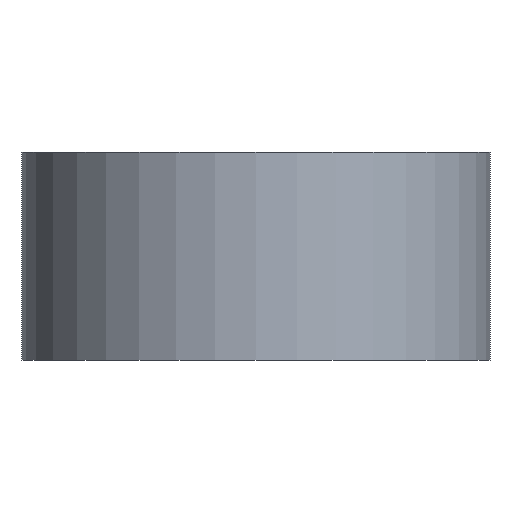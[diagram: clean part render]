
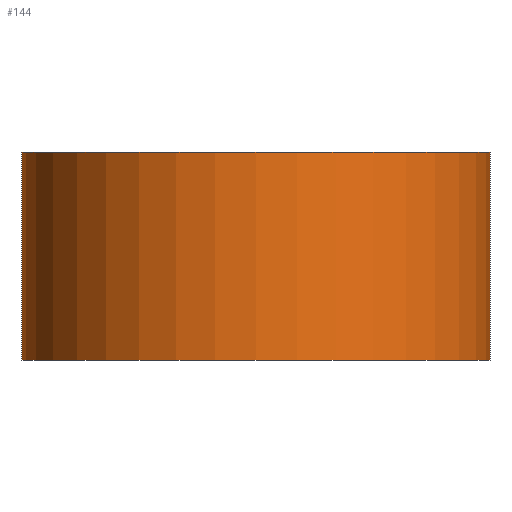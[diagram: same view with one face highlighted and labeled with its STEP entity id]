
A CAD part, front view. The second image highlights one B-rep face of the part: STEP entity #144.
In plain terms, the highlighted cylindrical face has radius 4.5 mm (diameter 9 mm), a partial arc.
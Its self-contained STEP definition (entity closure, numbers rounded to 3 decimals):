
#17=CYLINDRICAL_SURFACE('',#172,4.5);
#26=FACE_OUTER_BOUND('',#36,.T.);
#36=EDGE_LOOP('',(#115,#116,#117,#118));
#43=CIRCLE('',#164,4.5);
#49=CIRCLE('',#173,4.5);
#55=LINE('',#247,#65);
#56=LINE('',#250,#66);
#65=VECTOR('',#205,10.);
#66=VECTOR('',#208,10.);
#72=VERTEX_POINT('',#226);
#73=VERTEX_POINT('',#228);
#79=VERTEX_POINT('',#246);
#80=VERTEX_POINT('',#248);
#84=EDGE_CURVE('',#72,#73,#43,.T.);
#93=EDGE_CURVE('',#79,#72,#55,.T.);
#94=EDGE_CURVE('',#80,#79,#49,.T.);
#95=EDGE_CURVE('',#73,#80,#56,.T.);
#115=ORIENTED_EDGE('',*,*,#93,.F.);
#116=ORIENTED_EDGE('',*,*,#94,.F.);
#117=ORIENTED_EDGE('',*,*,#95,.F.);
#118=ORIENTED_EDGE('',*,*,#84,.F.);
#144=ADVANCED_FACE('',(#26),#17,.T.);
#164=AXIS2_PLACEMENT_3D('',#229,#184,#185);
#172=AXIS2_PLACEMENT_3D('',#245,#203,#204);
#173=AXIS2_PLACEMENT_3D('',#249,#206,#207);
#184=DIRECTION('center_axis',(0.,0.,
1.));
#185=DIRECTION('ref_axis',(-1.,0.,0.));
#203=DIRECTION('center_axis',(0.,0.,-1.));
#204=DIRECTION('ref_axis',(-1.,0.,0.));
#205=DIRECTION('',(0.,0.,1.));
#206=DIRECTION('center_axis',(0.,0.,
-1.));
#207=DIRECTION('ref_axis',(-1.,0.,0.));
#208=DIRECTION('',(0.,0.,-1.));
#226=CARTESIAN_POINT('',(-127.6,-173.8,-1.));
#228=CARTESIAN_POINT('',(-118.6,-173.8,-1.));
#229=CARTESIAN_POINT('Origin',(-123.1,-173.8,-1.));
#245=CARTESIAN_POINT('Origin',(-123.1,-173.8,-3.));
#246=CARTESIAN_POINT('',(-127.6,-173.8,-5.));
#247=CARTESIAN_POINT('',(-127.6,-173.8,-3.));
#248=CARTESIAN_POINT('',(-118.6,-173.8,-5.));
#249=CARTESIAN_POINT('Origin',(-123.1,-173.8,-5.));
#250=CARTESIAN_POINT('',(-118.6,-173.8,-3.));
